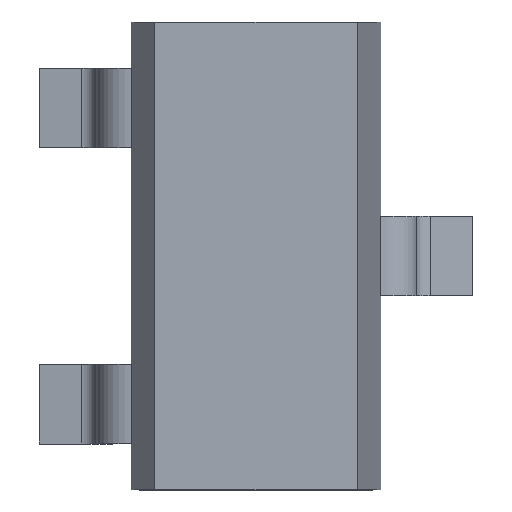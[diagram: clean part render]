
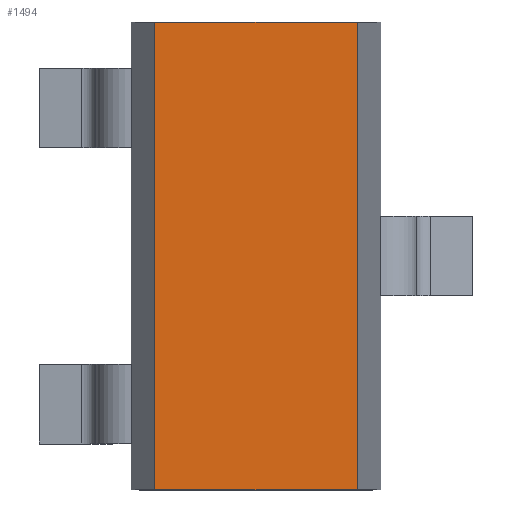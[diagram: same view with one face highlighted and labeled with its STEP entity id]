
A CAD part, top view. The second image highlights one B-rep face of the part: STEP entity #1494.
In plain terms, the highlighted planar face has unit normal (0, 0, 1).
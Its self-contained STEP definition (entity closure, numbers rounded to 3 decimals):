
#1407=CARTESIAN_POINT('',(-0.649,1.5,1.4));
#1408=VERTEX_POINT('',#1407);
#1415=CARTESIAN_POINT('',(0.649,1.5,1.4));
#1416=VERTEX_POINT('',#1415);
#1417=CARTESIAN_POINT('',(0.649,1.5,1.4));
#1418=DIRECTION('',(-1.0,0.0,0.0));
#1419=VECTOR('',#1418,1.299);
#1420=LINE('',#1417,#1419);
#1421=EDGE_CURVE('',#1416,#1408,#1420,.T.);
#1452=CARTESIAN_POINT('',(0.649,-1.5,1.4));
#1453=VERTEX_POINT('',#1452);
#1462=CARTESIAN_POINT('',(0.649,-1.5,1.4));
#1463=DIRECTION('',(0.0,1.0,0.0));
#1464=VECTOR('',#1463,3.0);
#1465=LINE('',#1462,#1464);
#1466=EDGE_CURVE('',#1416,#1453,#1465,.F.);
#1471=CARTESIAN_POINT('',(-0.615,1.5,1.4));
#1472=DIRECTION('',(0.0,0.0,1.0));
#1473=DIRECTION('',(-1.0,0.0,0.0));
#1474=AXIS2_PLACEMENT_3D('',#1471,#1472,#1473);
#1475=PLANE('',#1474);
#1476=CARTESIAN_POINT('',(-0.649,-1.5,1.4));
#1477=VERTEX_POINT('',#1476);
#1478=CARTESIAN_POINT('',(-0.649,-1.5,1.4));
#1479=DIRECTION('',(1.0,0.0,0.0));
#1480=VECTOR('',#1479,1.299);
#1481=LINE('',#1478,#1480);
#1482=EDGE_CURVE('',#1477,#1453,#1481,.T.);
#1483=ORIENTED_EDGE('',*,*,#1482,.T.);
#1484=ORIENTED_EDGE('',*,*,#1466,.F.);
#1485=ORIENTED_EDGE('',*,*,#1421,.T.);
#1486=CARTESIAN_POINT('',(-0.649,1.5,1.4));
#1487=DIRECTION('',(0.0,-1.0,0.0));
#1488=VECTOR('',#1487,3.0);
#1489=LINE('',#1486,#1488);
#1490=EDGE_CURVE('',#1408,#1477,#1489,.T.);
#1491=ORIENTED_EDGE('',*,*,#1490,.T.);
#1492=EDGE_LOOP('',(#1483,#1484,#1485,#1491));
#1493=FACE_OUTER_BOUND('',#1492,.T.);
#1494=ADVANCED_FACE('',(#1493),#1475,.T.);
